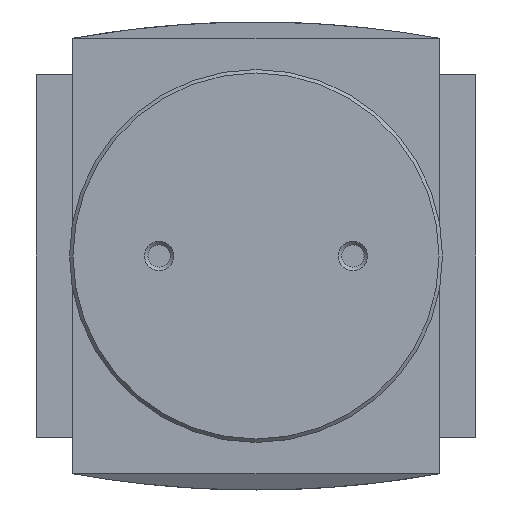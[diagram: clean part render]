
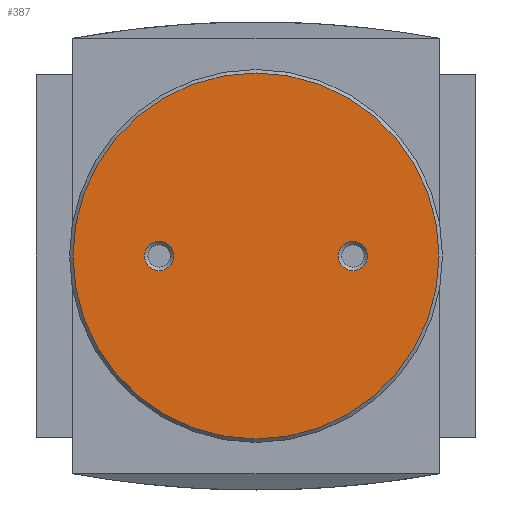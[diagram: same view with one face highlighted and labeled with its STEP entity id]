
A CAD part, front view. The second image highlights one B-rep face of the part: STEP entity #387.
In plain terms, the highlighted planar face has unit normal (0, -1, 0).
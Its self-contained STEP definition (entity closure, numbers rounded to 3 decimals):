
#387 = ADVANCED_FACE( '', ( #1118, #1119, #1120 ), #1121, .F. );
#1118 = FACE_BOUND( '', #2103, .T. );
#1119 = FACE_OUTER_BOUND( '', #2104, .T. );
#1120 = FACE_BOUND( '', #2105, .T. );
#1121 = PLANE( '', #2106 );
#2103 = EDGE_LOOP( '', ( #4303 ) );
#2104 = EDGE_LOOP( '', ( #4304 ) );
#2105 = EDGE_LOOP( '', ( #4305 ) );
#2106 = AXIS2_PLACEMENT_3D( '', #4306, #4307, #4308 );
#4303 = ORIENTED_EDGE( '', *, *, #6857, .F. );
#4304 = ORIENTED_EDGE( '', *, *, #6856, .T. );
#4305 = ORIENTED_EDGE( '', *, *, #6858, .F. );
#4306 = CARTESIAN_POINT( '', ( 26.25, -40., 0. ) );
#4307 = DIRECTION( '', ( 0., 1., 0. ) );
#4308 = DIRECTION( '', ( 0., 0., 1. ) );
#6856 = EDGE_CURVE( '', #8390, #8390, #8391, .T. );
#6857 = EDGE_CURVE( '', #8392, #8392, #8393, .F. );
#6858 = EDGE_CURVE( '', #8394, #8394, #8395, .T. );
#8390 = VERTEX_POINT( '', #10952 );
#8391 = CIRCLE( '', #10953, 26.25 );
#8392 = VERTEX_POINT( '', #10954 );
#8393 = CIRCLE( '', #10955, 2.1 );
#8394 = VERTEX_POINT( '', #10956 );
#8395 = CIRCLE( '', #10957, 2.1 );
#10952 = CARTESIAN_POINT( '', ( 0., -40., -26.25 ) );
#10953 = AXIS2_PLACEMENT_3D( '', #14054, #14055, #14056 );
#10954 = CARTESIAN_POINT( '', ( 13.9, -40., 2.1 ) );
#10955 = AXIS2_PLACEMENT_3D( '', #14057, #14058, #14059 );
#10956 = CARTESIAN_POINT( '', ( -13.9, -40., -2.1 ) );
#10957 = AXIS2_PLACEMENT_3D( '', #14060, #14061, #14062 );
#14054 = CARTESIAN_POINT( '', ( 0., -40., 0. ) );
#14055 = DIRECTION( '', ( 0., -1., 0. ) );
#14056 = DIRECTION( '', ( 0., 0., -1. ) );
#14057 = CARTESIAN_POINT( '', ( 13.9, -40., 0. ) );
#14058 = DIRECTION( '', ( 0., 1., 0. ) );
#14059 = DIRECTION( '', ( 0., 0., 1. ) );
#14060 = CARTESIAN_POINT( '', ( -13.9, -40., 0. ) );
#14061 = DIRECTION( '', ( 0., -1., 0. ) );
#14062 = DIRECTION( '', ( 0., 0., -1. ) );
